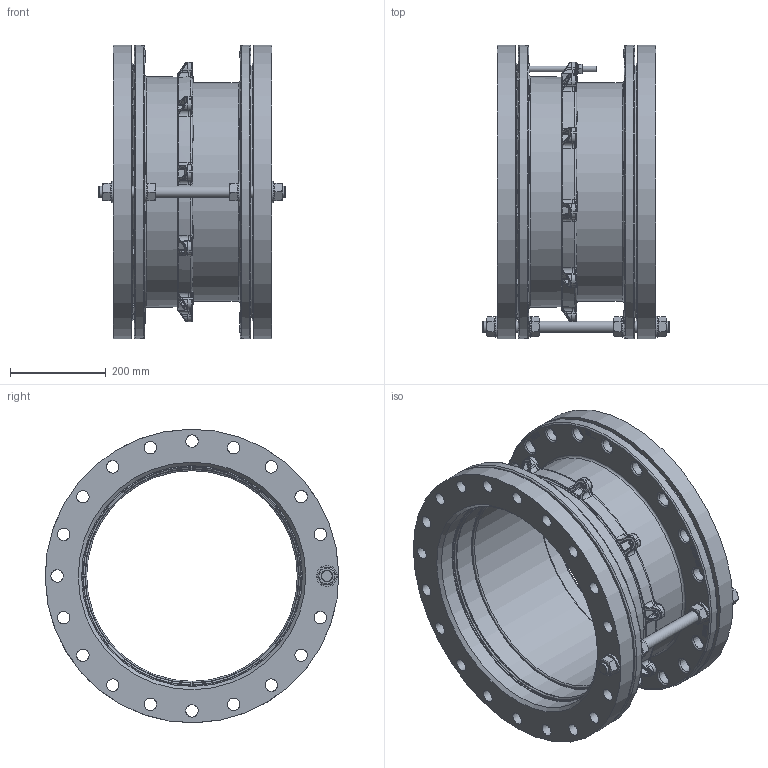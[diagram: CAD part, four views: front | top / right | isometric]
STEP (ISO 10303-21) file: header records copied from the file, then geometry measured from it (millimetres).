
FILE_DESCRIPTION(/* description */ ('PAS-10-CAST-DN450-PN10'),/* implementation_level */ '2;1');
FILE_NAME(/* name */ 'PAS-10-CAST-DN450-PN10.stp',/* time_stamp */ '2017-11-01T10:49:01+01:00',/* author */ ('HP-620 op ssd'),/* organization */ (''),/* preprocessor_version */ 'ST-DEVELOPER v16.5',/* originating_system */ 'Autodesk Inventor 2017',/* authorisation */ '');
FILE_SCHEMA (('AUTOMOTIVE_DESIGN { 1 0 10303 214 3 1 1 }'));
Length unit declared in the file: millimetre
Products named in the file (13): PAS-10-CAST-DN450-PN10; DN450-PN10 RF-Fpiece; FABodycast-PN10-DN450-OD457-RF-RB; 13005483; 0; DIN 2576 Slip-On Flange for Welding Using in Shipbuilding Series 1 (I
SO) - PN 10 450 x 457; ISO 7483 Non-metalic Flat Gasket Inside Bolt Circle - PN 10-M450-3; 13000xx2; Washer-M12-DIN125A-HDG-0001; Nut-M12-ST 8-HDG; Washer-M24-DIN125A-HDG-0001; DIN 934 - M24; 13000321
Assembly tree (20 placements, depth 2):
  PAS-10-CAST-DN450-PN10
    DN450-PN10 RF-Fpiece
    FABodycast-PN10-DN450-OD457-RF-RB
    13005483
    0
    ISO 7483 Non-metalic Flat Gasket Inside Bolt Circle - PN 10-M450-3  x2
    DIN 2576 Slip-On Flange for Welding Using in Shipbuilding Series 1 (I
SO) - PN 10 450 x 457  x2
    13000xx2
    Washer-M12-DIN125A-HDG-0001
    Nut-M12-ST 8-HDG
    Washer-M24-DIN125A-HDG-0001  x4
    DIN 934 - M24  x4
    13000321
Bounding box: 390 x 614.92 x 614.91 mm (x, y, z)
Volume: 19300295.6 mm3; surface area: 2896330.2 mm2
Topology: 20 solids, 20 shells, 3035 faces, 8050 edges, 5153 vertices
Faces by surface type: plane 1259, bspline 1176, cylinder 217, torus 191, cone 172, sphere 20
Full cylindrical faces by diameter (mm): 10.106 x1, 11.053 x1, 12 x1, 14 x1, 17.2 x1, 20.752 x4, 24 x2, 25 x4, 26 x40, 44 x4, 441.2 x1, 450 x1, 457.2 x2, 458 x2, 462 x1, 462.5 x2, 485.2 x1, 539 x2, 615 x2
Entity records: 131558 total; most frequent: CARTESIAN_POINT 63125, ORIENTED_EDGE 15186, DIRECTION 10221, EDGE_CURVE 7593, VERTEX_POINT 4982, LINE 4015, VECTOR 4015, EDGE_LOOP 3455
